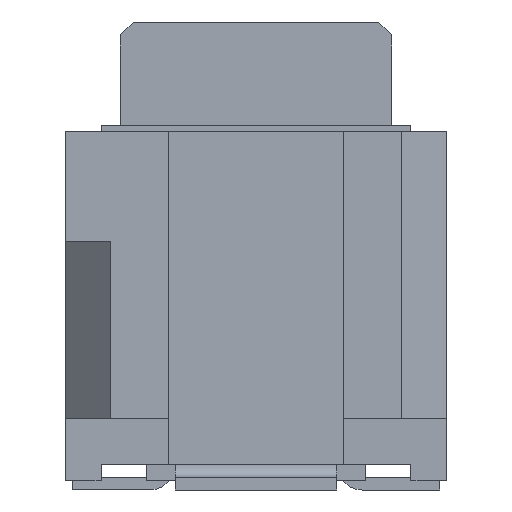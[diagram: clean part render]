
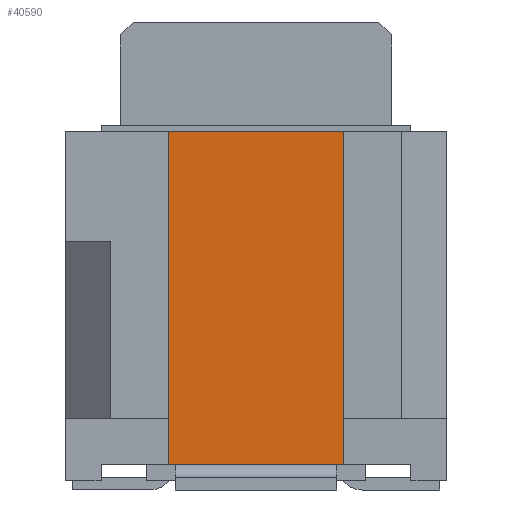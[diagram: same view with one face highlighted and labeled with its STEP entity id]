
A CAD part, front view. The second image highlights one B-rep face of the part: STEP entity #40590.
In plain terms, the highlighted planar face has unit normal (0, -1, 0).
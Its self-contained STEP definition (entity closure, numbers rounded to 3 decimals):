
#12930=CARTESIAN_POINT('',(-0.009,-26.91,-3.342
));
#12940=VERTEX_POINT('',#12930);
#12970=CARTESIAN_POINT('',(-0.009,-26.91,
0.));
#12980=DIRECTION('',(0.,0.,-1.));
#12990=VECTOR('',#12980,1.);
#13000=LINE('',#12970,#12990);
#13010=CARTESIAN_POINT('',(-0.009,-26.91,1.808)
);
#13020=VERTEX_POINT('',#13010);
#13030=EDGE_CURVE('',#13020,#12940,#13000,.T.);
#23110=CARTESIAN_POINT('',(0.,-26.91,1.808)
);
#23120=DIRECTION('',(-1.,0.,0.));
#23130=VECTOR('',#23120,1.);
#23140=LINE('',#23110,#23130);
#23150=CARTESIAN_POINT('',(-2.709,-26.91,1.808));
#23160=VERTEX_POINT('',#23150);
#23170=EDGE_CURVE('',#13020,#23160,#23140,.T.);
#40360=CARTESIAN_POINT('',(-0.009,-26.91,-1.002
));
#40370=DIRECTION('',(-0.,1.,0.));
#40380=DIRECTION('',(1.,0.,0.));
#40390=AXIS2_PLACEMENT_3D('',#40360,#40370,#40380);
#40400=PLANE('',#40390);
#40410=ORIENTED_EDGE('',*,*,#23170,.T.);
#40420=ORIENTED_EDGE('',*,*,#13030,.F.);
#40430=CARTESIAN_POINT('',(0.,-26.91,-3.342
));
#40440=DIRECTION('',(-1.,0.,0.));
#40450=VECTOR('',#40440,1.);
#40460=LINE('',#40430,#40450);
#40470=CARTESIAN_POINT('',(-2.709,-26.91,-3.342));
#40480=VERTEX_POINT('',#40470);
#40490=EDGE_CURVE('',#12940,#40480,#40460,.T.);
#40500=ORIENTED_EDGE('',*,*,#40490,.F.);
#40510=CARTESIAN_POINT('',(-2.709,-26.91,
0.));
#40520=DIRECTION('',(0.,0.,1.));
#40530=VECTOR('',#40520,1.);
#40540=LINE('',#40510,#40530);
#40550=EDGE_CURVE('',#40480,#23160,#40540,.T.);
#40560=ORIENTED_EDGE('',*,*,#40550,.F.);
#40570=EDGE_LOOP('',(#40560,#40500,#40420,#40410));
#40580=FACE_OUTER_BOUND('',#40570,.T.);
#40590=ADVANCED_FACE('',(#40580),#40400,.F.);
